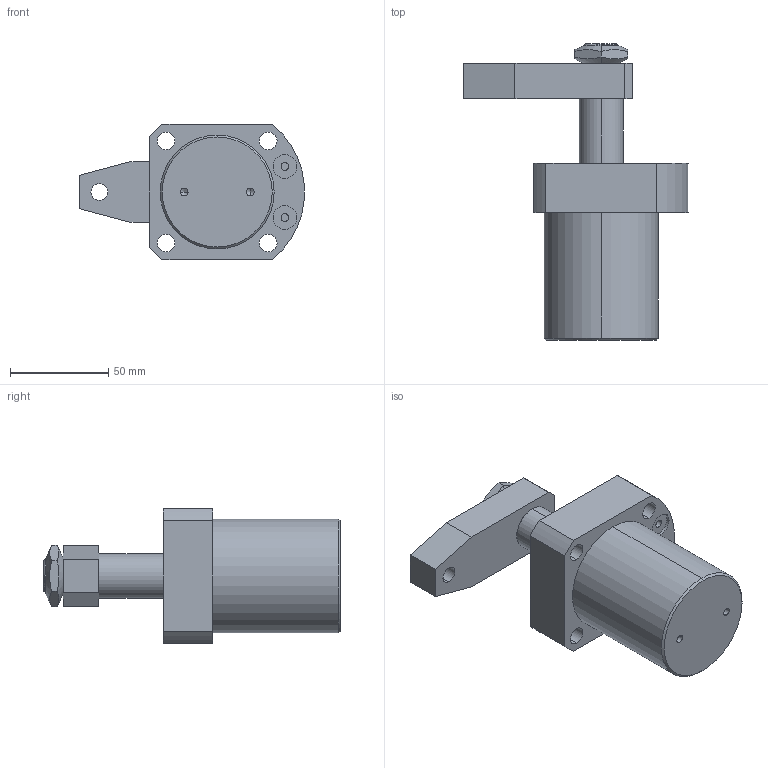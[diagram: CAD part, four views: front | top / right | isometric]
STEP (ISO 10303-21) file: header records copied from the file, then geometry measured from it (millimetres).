
FILE_DESCRIPTION (( 'STEP AP203' ), '1' );
FILE_NAME ('chs-fam40s_asm.STEP', '2019-04-19T00:58:20', ( '' ), ( '' ), 'SwSTEP 2.0', 'SolidWorks 2017', '' );
FILE_SCHEMA (( 'CONFIG_CONTROL_DESIGN' ));
Length unit declared in the file: millimetre
Products named in the file (5): M18_2; CHS-40S-01_2; chs-fam40s_asm; CHS-40S-02_2; CHS-FAM40-03_1
Assembly tree (4 placements, depth 2):
  chs-fam40s_asm
    CHS-FAM40-03_1
    CHS-40S-02_2
    CHS-40S-01_2
    M18_2
Bounding box: 114.36 x 150.9 x 69 mm (x, y, z)
Volume: 314326.6 mm3; surface area: 66038.9 mm2
Topology: 5 solids, 5 shells, 167 faces, 476 edges, 327 vertices
Faces by surface type: cylinder 88, plane 45, cone 20, bspline 14
Entity records: 15335 total; most frequent: CARTESIAN_POINT 10762, ORIENTED_EDGE 940, DIRECTION 704, EDGE_CURVE 470, VERTEX_POINT 327, AXIS2_PLACEMENT_3D 275, B_SPLINE_CURVE_WITH_KNOTS 195, EDGE_LOOP 195
